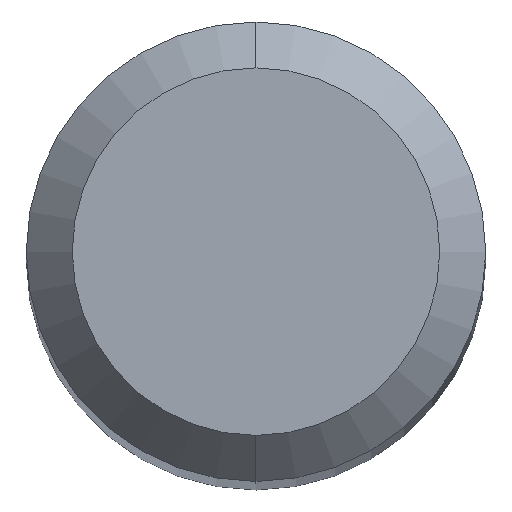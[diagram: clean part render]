
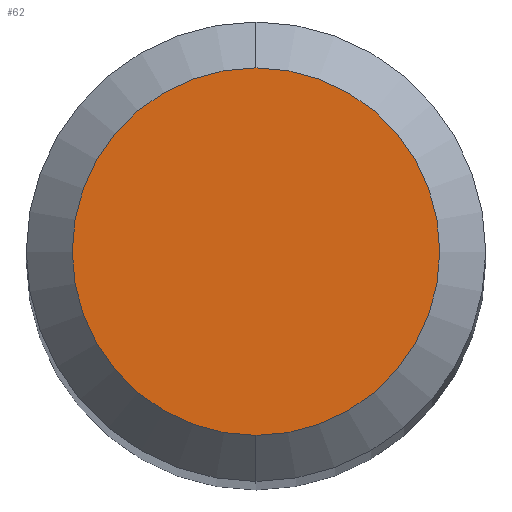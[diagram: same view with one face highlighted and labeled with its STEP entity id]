
A CAD part, top view. The second image highlights one B-rep face of the part: STEP entity #62.
In plain terms, the highlighted planar face has unit normal (0, 0, 1).
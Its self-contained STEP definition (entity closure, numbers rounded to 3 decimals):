
#62=ADVANCED_FACE('',(#136),#137,.T.);
#136=FACE_OUTER_BOUND('',#220,.T.);
#137=PLANE('',#221);
#220=EDGE_LOOP('',(#317,#318));
#221=AXIS2_PLACEMENT_3D('',#319,#320,#321);
#317=ORIENTED_EDGE('',*,*,#454,.F.);
#318=ORIENTED_EDGE('',*,*,#457,.F.);
#319=CARTESIAN_POINT('',(0.,0.6,28.0));
#320=DIRECTION('',(0.,0.0,1.0));
#321=DIRECTION('',(0.0,-1.0,0.0));
#454=EDGE_CURVE('',#538,#540,#541,.T.);
#457=EDGE_CURVE('',#540,#538,#544,.T.);
#538=VERTEX_POINT('',#620);
#540=VERTEX_POINT('',#623);
#541=CIRCLE('',#624,1.2);
#544=CIRCLE('',#628,1.2);
#620=CARTESIAN_POINT('',(0.,1.2,28.0));
#623=CARTESIAN_POINT('',(0.,-1.2,28.0));
#624=AXIS2_PLACEMENT_3D('',#702,#703,#704);
#628=AXIS2_PLACEMENT_3D('',#706,#707,#708);
#702=CARTESIAN_POINT('',(0.,0.,28.0));
#703=DIRECTION('',(0.,0.0,-1.0));
#704=DIRECTION('',(0.0,1.0,0.0));
#706=CARTESIAN_POINT('',(0.,0.,28.0));
#707=DIRECTION('',(0.,0.0,-1.0));
#708=DIRECTION('',(0.0,1.0,0.0));
